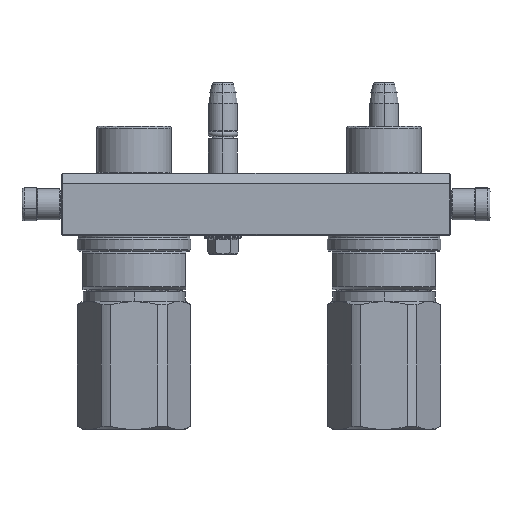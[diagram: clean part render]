
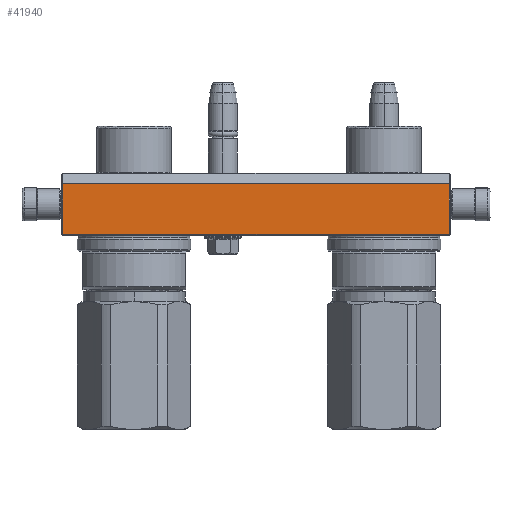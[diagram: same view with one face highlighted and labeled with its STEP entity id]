
A CAD part, left-side view. The second image highlights one B-rep face of the part: STEP entity #41940.
In plain terms, the highlighted face is planar.
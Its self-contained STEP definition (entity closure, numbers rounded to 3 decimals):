
#1576 = VECTOR ( 'NONE', #35821, 1000. ) ;
#2261 = CARTESIAN_POINT ( 'NONE',  ( 94., 0., -45. ) ) ;
#2350 = CARTESIAN_POINT ( 'NONE',  ( -93.5, 5., -45. ) ) ;
#3808 = FACE_OUTER_BOUND ( 'NONE', #6513, .T. ) ;
#4976 = CARTESIAN_POINT ( 'NONE',  ( -93.5, 5., -45. ) ) ;
#6513 = EDGE_LOOP ( 'NONE', ( #19930, #35169, #56386, #50769 ) ) ;
#13072 = VECTOR ( 'NONE', #36536, 1000. ) ;
#15281 = LINE ( 'NONE', #2350, #13072 ) ;
#16132 = LINE ( 'NONE', #24982, #39734 ) ;
#16323 = DIRECTION ( 'NONE',  ( -1., 0., 0. ) ) ;
#17899 = VECTOR ( 'NONE', #16323, 1000. ) ;
#19930 = ORIENTED_EDGE ( 'NONE', *, *, #51378, .T. ) ;
#22786 = DIRECTION ( 'NONE',  ( -1., 0., 0. ) ) ;
#23638 = VERTEX_POINT ( 'NONE', #25592 ) ;
#24982 = CARTESIAN_POINT ( 'NONE',  ( 93.5, 29.5, -45. ) ) ;
#25592 = CARTESIAN_POINT ( 'NONE',  ( -93.5, 29.5, -45. ) ) ;
#27160 = CARTESIAN_POINT ( 'NONE',  ( 93.5, 5., -45. ) ) ;
#27480 = DIRECTION ( 'NONE',  ( 0., 0., -1. ) ) ;
#31759 = CARTESIAN_POINT ( 'NONE',  ( 93.5, 5., -45. ) ) ;
#31800 = EDGE_CURVE ( 'NONE', #55074, #58518, #53765, .T. ) ;
#33931 = EDGE_CURVE ( 'NONE', #34614, #23638, #16132, .T. ) ;
#34614 = VERTEX_POINT ( 'NONE', #60112 ) ;
#35169 = ORIENTED_EDGE ( 'NONE', *, *, #33931, .F. ) ;
#35821 = DIRECTION ( 'NONE',  ( 0., 1., 0. ) ) ;
#36536 = DIRECTION ( 'NONE',  ( 0., 1., 0. ) ) ;
#39278 = DIRECTION ( 'NONE',  ( -1., 0., 0. ) ) ;
#39734 = VECTOR ( 'NONE', #39278, 1000. ) ;
#41940 = ADVANCED_FACE ( 'NONE', ( #3808 ), #42193, .T. ) ;
#42193 = PLANE ( 'NONE',  #54235 ) ;
#49744 = LINE ( 'NONE', #31759, #1576 ) ;
#50655 = CARTESIAN_POINT ( 'NONE',  ( 93.5, 5., -45. ) ) ;
#50769 = ORIENTED_EDGE ( 'NONE', *, *, #31800, .T. ) ;
#51378 = EDGE_CURVE ( 'NONE', #58518, #23638, #15281, .T. ) ;
#53691 = EDGE_CURVE ( 'NONE', #55074, #34614, #49744, .T. ) ;
#53765 = LINE ( 'NONE', #50655, #17899 ) ;
#54235 = AXIS2_PLACEMENT_3D ( 'NONE', #2261, #27480, #22786 ) ;
#55074 = VERTEX_POINT ( 'NONE', #27160 ) ;
#56386 = ORIENTED_EDGE ( 'NONE', *, *, #53691, .F. ) ;
#58518 = VERTEX_POINT ( 'NONE', #4976 ) ;
#60112 = CARTESIAN_POINT ( 'NONE',  ( 93.5, 29.5, -45. ) ) ;
